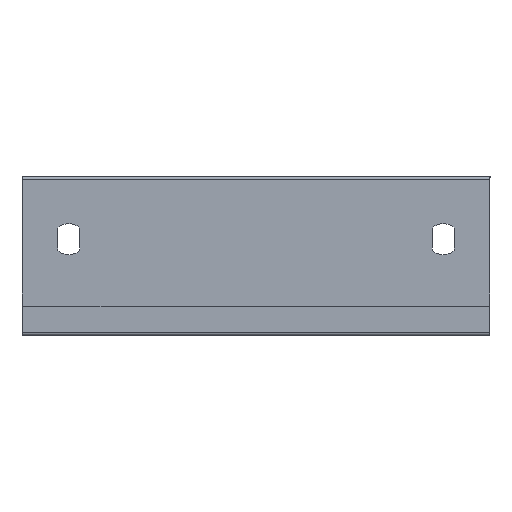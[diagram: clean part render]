
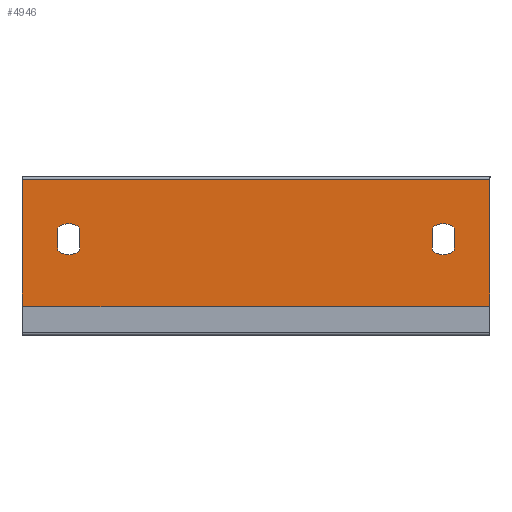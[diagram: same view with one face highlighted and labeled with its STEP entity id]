
A CAD part, left-side view. The second image highlights one B-rep face of the part: STEP entity #4946.
In plain terms, the highlighted face is planar.
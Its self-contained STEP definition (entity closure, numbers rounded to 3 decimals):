
#1157 = ORIENTED_EDGE ( 'NONE', *, *, #5354, .F. ) ;
#1158 = ORIENTED_EDGE ( 'NONE', *, *, #5353, .F. ) ;
#1159 = ORIENTED_EDGE ( 'NONE', *, *, #5355, .F. ) ;
#1160 = ORIENTED_EDGE ( 'NONE', *, *, #5356, .F. ) ;
#1161 = ORIENTED_EDGE ( 'NONE', *, *, #5357, .F. ) ;
#1162 = ORIENTED_EDGE ( 'NONE', *, *, #5358, .F. ) ;
#1163 = ORIENTED_EDGE ( 'NONE', *, *, #5359, .F. ) ;
#1164 = ORIENTED_EDGE ( 'NONE', *, *, #5360, .F. ) ;
#1165 = ORIENTED_EDGE ( 'NONE', *, *, #5361, .F. ) ;
#1166 = ORIENTED_EDGE ( 'NONE', *, *, #5362, .T. ) ;
#1167 = ORIENTED_EDGE ( 'NONE', *, *, #5363, .F. ) ;
#1168 = ORIENTED_EDGE ( 'NONE', *, *, #5364, .F. ) ;
#1563 = LINE ( 'NONE', #5951, #1569 ) ;
#1565 = CIRCLE ( 'NONE', #2141, 5. ) ;
#1567 = CIRCLE ( 'NONE', #2142, 5. ) ;
#1568 = LINE ( 'NONE', #5955, #1571 ) ;
#1569 = VECTOR ( 'NONE', #5948, 1000. ) ;
#1570 = LINE ( 'NONE', #5960, #1574 ) ;
#1571 = VECTOR ( 'NONE', #5957, 1000. ) ;
#1572 = LINE ( 'NONE', #5970, #1582 ) ;
#1573 = CIRCLE ( 'NONE', #2143, 5. ) ;
#1574 = VECTOR ( 'NONE', #5956, 1000. ) ;
#1575 = LINE ( 'NONE', #5958, #1577 ) ;
#1576 = CIRCLE ( 'NONE', #2144, 5. ) ;
#1577 = VECTOR ( 'NONE', #5959, 1000. ) ;
#1578 = LINE ( 'NONE', #5964, #1580 ) ;
#1579 = LINE ( 'NONE', #5969, #1584 ) ;
#1580 = VECTOR ( 'NONE', #5965, 1000. ) ;
#1581 = LINE ( 'NONE', #5974, #1586 ) ;
#1582 = VECTOR ( 'NONE', #5975, 1000. ) ;
#1584 = VECTOR ( 'NONE', #5977, 1000. ) ;
#1586 = VECTOR ( 'NONE', #5979, 1000. ) ;
#2141 = AXIS2_PLACEMENT_3D ( 'NONE', #5952, #5953, #5954 ) ;
#2142 = AXIS2_PLACEMENT_3D ( 'NONE', #5961, #5962, #5963 ) ;
#2143 = AXIS2_PLACEMENT_3D ( 'NONE', #5966, #5967, #5968 ) ;
#2144 = AXIS2_PLACEMENT_3D ( 'NONE', #5971, #5972, #5973 ) ;
#2480 = DIRECTION ( 'NONE',  ( 1., 0., 0. ) ) ;
#2483 = PLANE ( 'NONE',  #6865 ) ;
#2485 = CARTESIAN_POINT ( 'NONE',  ( 82.398, 43.396, 0. ) ) ;
#2486 = DIRECTION ( 'NONE',  ( 0., 0., 1. ) ) ;
#2600 = VERTEX_POINT ( 'NONE', #4701 ) ;
#2629 = VERTEX_POINT ( 'NONE', #4665 ) ;
#2637 = VERTEX_POINT ( 'NONE', #4753 ) ;
#2702 = VERTEX_POINT ( 'NONE', #4798 ) ;
#2708 = VERTEX_POINT ( 'NONE', #4811 ) ;
#2729 = VERTEX_POINT ( 'NONE', #6306 ) ;
#2733 = VERTEX_POINT ( 'NONE', #6299 ) ;
#3117 = FACE_OUTER_BOUND ( 'NONE', #5613, .T. ) ;
#3123 = FACE_BOUND ( 'NONE', #5612, .T. ) ;
#3128 = FACE_BOUND ( 'NONE', #5607, .T. ) ;
#3973 = CARTESIAN_POINT ( 'NONE',  ( 72.969, 11.693, 0. ) ) ;
#3975 = CARTESIAN_POINT ( 'NONE',  ( -47.031, 11.693, 0. ) ) ;
#3992 = CARTESIAN_POINT ( 'NONE',  ( 65.827, 4.693, 0. ) ) ;
#4005 = CARTESIAN_POINT ( 'NONE',  ( -54.173, 11.693, 0. ) ) ;
#4085 = CARTESIAN_POINT ( 'NONE',  ( 84.398, -10.997, 0. ) ) ;
#4665 = CARTESIAN_POINT ( 'NONE',  ( -65.602, -10.997, 0. ) ) ;
#4701 = CARTESIAN_POINT ( 'NONE',  ( 65.827, 11.693, 0. ) ) ;
#4753 = CARTESIAN_POINT ( 'NONE',  ( -47.031, 4.693, 0. ) ) ;
#4798 = CARTESIAN_POINT ( 'NONE',  ( 84.398, 37.388, 0. ) ) ;
#4811 = CARTESIAN_POINT ( 'NONE',  ( 72.969, 4.693, 0. ) ) ;
#4946 = ADVANCED_FACE ( 'NONE', ( #3123, #3128, #3117 ), #2483, .F. ) ;
#5353 = EDGE_CURVE ( 'NONE', #2708, #5481, #1565, .T. ) ;
#5354 = EDGE_CURVE ( 'NONE', #5481, #2600, #1563, .T. ) ;
#5355 = EDGE_CURVE ( 'NONE', #5462, #2708, #1568, .T. ) ;
#5356 = EDGE_CURVE ( 'NONE', #2600, #5462, #1567, .T. ) ;
#5357 = EDGE_CURVE ( 'NONE', #5464, #2637, #1570, .T. ) ;
#5358 = EDGE_CURVE ( 'NONE', #5494, #5464, #1573, .T. ) ;
#5359 = EDGE_CURVE ( 'NONE', #2733, #5494, #1575, .T. ) ;
#5360 = EDGE_CURVE ( 'NONE', #2637, #2733, #1576, .T. ) ;
#5361 = EDGE_CURVE ( 'NONE', #5574, #2702, #1578, .T. ) ;
#5362 = EDGE_CURVE ( 'NONE', #5574, #2629, #1572, .T. ) ;
#5363 = EDGE_CURVE ( 'NONE', #2729, #2629, #1579, .T. ) ;
#5364 = EDGE_CURVE ( 'NONE', #2702, #2729, #1581, .T. ) ;
#5462 = VERTEX_POINT ( 'NONE', #3973 ) ;
#5464 = VERTEX_POINT ( 'NONE', #3975 ) ;
#5481 = VERTEX_POINT ( 'NONE', #3992 ) ;
#5494 = VERTEX_POINT ( 'NONE', #4005 ) ;
#5574 = VERTEX_POINT ( 'NONE', #4085 ) ;
#5607 = EDGE_LOOP ( 'NONE', ( #1161, #1162, #1163, #1164 ) ) ;
#5612 = EDGE_LOOP ( 'NONE', ( #1157, #1158, #1159, #1160 ) ) ;
#5613 = EDGE_LOOP ( 'NONE', ( #1165, #1166, #1167, #1168 ) ) ;
#5948 = DIRECTION ( 'NONE',  ( 0., 1., 0. ) ) ;
#5951 = CARTESIAN_POINT ( 'NONE',  ( 65.827, 4.693, 0. ) ) ;
#5952 = CARTESIAN_POINT ( 'NONE',  ( 69.398, 8.193, 0. ) ) ;
#5953 = DIRECTION ( 'NONE',  ( 0., 0., -1. ) ) ;
#5954 = DIRECTION ( 'NONE',  ( 1., 0., 0. ) ) ;
#5955 = CARTESIAN_POINT ( 'NONE',  ( 72.969, 4.693, 0. ) ) ;
#5956 = DIRECTION ( 'NONE',  ( 0., -1., 0. ) ) ;
#5957 = DIRECTION ( 'NONE',  ( 0., -1., 0. ) ) ;
#5958 = CARTESIAN_POINT ( 'NONE',  ( -54.173, 4.693, 0. ) ) ;
#5959 = DIRECTION ( 'NONE',  ( 0., 1., 0. ) ) ;
#5960 = CARTESIAN_POINT ( 'NONE',  ( -47.031, 4.693, 0. ) ) ;
#5961 = CARTESIAN_POINT ( 'NONE',  ( 69.398, 8.193, 0. ) ) ;
#5962 = DIRECTION ( 'NONE',  ( 0., 0., -1. ) ) ;
#5963 = DIRECTION ( 'NONE',  ( 1., 0., 0. ) ) ;
#5964 = CARTESIAN_POINT ( 'NONE',  ( 84.398, 43.396, 0. ) ) ;
#5965 = DIRECTION ( 'NONE',  ( 0., 1., 0. ) ) ;
#5966 = CARTESIAN_POINT ( 'NONE',  ( -50.602, 8.193, 0. ) ) ;
#5967 = DIRECTION ( 'NONE',  ( 0., 0., -1. ) ) ;
#5968 = DIRECTION ( 'NONE',  ( -1., 0., 0. ) ) ;
#5969 = CARTESIAN_POINT ( 'NONE',  ( -65.602, 43.396, 0. ) ) ;
#5970 = CARTESIAN_POINT ( 'NONE',  ( 82.398, -10.997, 0. ) ) ;
#5971 = CARTESIAN_POINT ( 'NONE',  ( -50.602, 8.193, 0. ) ) ;
#5972 = DIRECTION ( 'NONE',  ( 0., 0., -1. ) ) ;
#5973 = DIRECTION ( 'NONE',  ( -1., 0., 0. ) ) ;
#5974 = CARTESIAN_POINT ( 'NONE',  ( 82.398, 37.388, 0. ) ) ;
#5975 = DIRECTION ( 'NONE',  ( -1., 0., 0. ) ) ;
#5977 = DIRECTION ( 'NONE',  ( 0., -1., 0. ) ) ;
#5979 = DIRECTION ( 'NONE',  ( -1., 0., 0. ) ) ;
#6299 = CARTESIAN_POINT ( 'NONE',  ( -54.173, 4.693, 0. ) ) ;
#6306 = CARTESIAN_POINT ( 'NONE',  ( -65.602, 37.388, 0. ) ) ;
#6865 = AXIS2_PLACEMENT_3D ( 'NONE', #2485, #2486, #2480 ) ;
